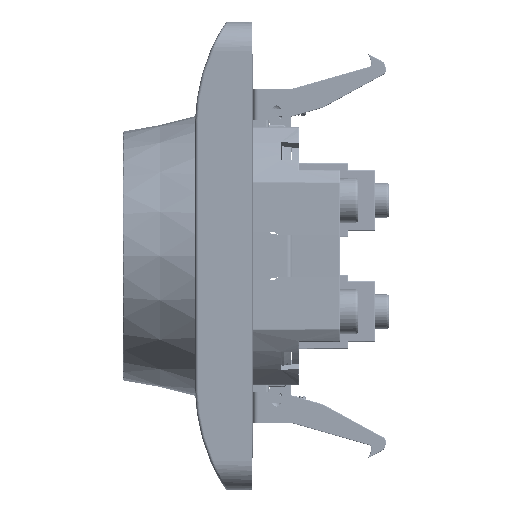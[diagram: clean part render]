
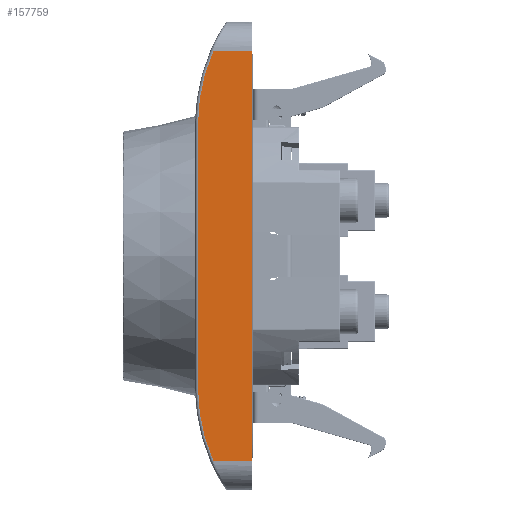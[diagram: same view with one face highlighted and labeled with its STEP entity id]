
A CAD part, left-side view. The second image highlights one B-rep face of the part: STEP entity #157759.
In plain terms, the highlighted face is planar.
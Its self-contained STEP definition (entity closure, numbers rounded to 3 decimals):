
#144832=DIRECTION('',(1.,0.,0.));
#144833=VECTOR('',#144832,45.33);
#144834=CARTESIAN_POINT('',(-22.665,8.,-79.625));
#144835=LINE('',#144834,#144833);
#144840=CARTESIAN_POINT('',(-22.665,-22.5,-79.625));
#144841=DIRECTION('',(0.,0.,1.));
#144842=DIRECTION('',(0.,1.,0.));
#144843=AXIS2_PLACEMENT_3D('',#144840,#144841,#144842);
#144845=DIRECTION('',(1.,0.,0.));
#144846=VECTOR('',#144845,70.);
#144847=CARTESIAN_POINT('',(-35.,-1.3,-79.625));
#144848=LINE('',#144847,#144846);
#144849=CARTESIAN_POINT('',(22.665,-22.5,-79.625));
#144850=DIRECTION('',(0.,0.,1.));
#144851=DIRECTION('',(0.404,0.915,0.));
#144852=AXIS2_PLACEMENT_3D('',#144849,#144850,#144851);
#144889=DIRECTION('',(0.,1.,0.));
#144890=VECTOR('',#144889,6.694);
#144891=CARTESIAN_POINT('',(-35.,-1.3,-79.625));
#144892=LINE('',#144891,#144890);
#144908=DIRECTION('',(0.,-1.,0.));
#144909=VECTOR('',#144908,6.694);
#144910=CARTESIAN_POINT('',(35.,5.394,
-79.625));
#144911=LINE('',#144910,#144909);
#153745=CARTESIAN_POINT('',(35.,-1.3,-79.625));
#153746=VERTEX_POINT('',#153745);
#153747=CARTESIAN_POINT('',(-35.,-1.3,-79.625));
#153748=VERTEX_POINT('',#153747);
#153794=CARTESIAN_POINT('',(-22.665,8.,-79.625));
#153795=CARTESIAN_POINT('',(22.665,8.,-79.625));
#153796=VERTEX_POINT('',#153794);
#153797=VERTEX_POINT('',#153795);
#153798=CARTESIAN_POINT('',(-35.,5.394,-79.625));
#153799=VERTEX_POINT('',#153798);
#153800=CARTESIAN_POINT('',(35.,5.394,
-79.625));
#153801=VERTEX_POINT('',#153800);
#157742=CARTESIAN_POINT('',(0.,3.5,-79.625));
#157743=DIRECTION('',(0.,0.,-1.));
#157744=DIRECTION('',(1.,0.,0.));
#157745=AXIS2_PLACEMENT_3D('',#157742,#157743,#157744);
#157746=PLANE('',#157745);
#157747=ORIENTED_EDGE('',*,*,#157732,.F.);
#157749=ORIENTED_EDGE('',*,*,#157748,.T.);
#157751=ORIENTED_EDGE('',*,*,#157750,.F.);
#157752=ORIENTED_EDGE('',*,*,#157583,.T.);
#157754=ORIENTED_EDGE('',*,*,#157753,.F.);
#157756=ORIENTED_EDGE('',*,*,#157755,.T.);
#157757=EDGE_LOOP('',(#157747,#157749,#157751,#157752,#157754,#157756));
#157758=FACE_OUTER_BOUND('',#157757,.F.);
#144844=CIRCLE('',#144843,30.5);
#144853=CIRCLE('',#144852,30.5);
#157583=EDGE_CURVE('',#153748,#153746,#144848,.T.);
#157732=EDGE_CURVE('',#153796,#153797,#144835,.T.);
#157748=EDGE_CURVE('',#153796,#153799,#144844,.T.);
#157750=EDGE_CURVE('',#153748,#153799,#144892,.T.);
#157753=EDGE_CURVE('',#153801,#153746,#144911,.T.);
#157755=EDGE_CURVE('',#153801,#153797,#144853,.T.);
#157759=ADVANCED_FACE('',(#157758),#157746,.T.);
